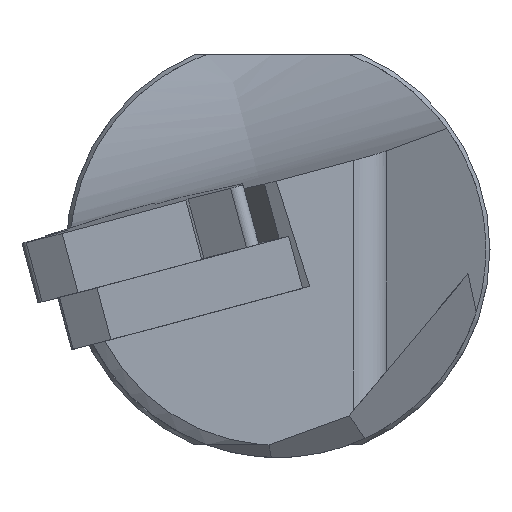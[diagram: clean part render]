
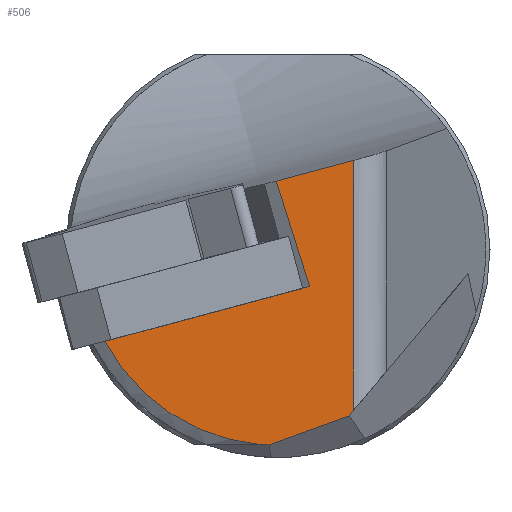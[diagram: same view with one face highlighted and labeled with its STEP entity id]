
A CAD part, left-side view. The second image highlights one B-rep face of the part: STEP entity #506.
In plain terms, the highlighted planar face has unit normal (-1, 0, 0).
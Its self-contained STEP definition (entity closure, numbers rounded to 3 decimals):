
#37=B_SPLINE_CURVE_WITH_KNOTS('',3,(#1940,#1941,#1942,#1943),
 .UNSPECIFIED.,.F.,.F.,(4,4),(0.,1.),.UNSPECIFIED.);
#506=ADVANCED_FACE('',(#600),#549,.T.);
#549=PLANE('',#1469);
#600=FACE_OUTER_BOUND('',#656,.T.);
#656=EDGE_LOOP('',(#870,#871,#872,#873,#874,#875,#876,#877,#878));
#689=CIRCLE('',#1450,11.541);
#870=ORIENTED_EDGE('',*,*,#1175,.F.);
#871=ORIENTED_EDGE('',*,*,#1176,.F.);
#872=ORIENTED_EDGE('',*,*,#1177,.F.);
#873=ORIENTED_EDGE('',*,*,#1174,.T.);
#874=ORIENTED_EDGE('',*,*,#1148,.F.);
#875=ORIENTED_EDGE('',*,*,#1178,.F.);
#876=ORIENTED_EDGE('',*,*,#1124,.F.);
#877=ORIENTED_EDGE('',*,*,#1179,.T.);
#878=ORIENTED_EDGE('',*,*,#1143,.T.);
#1016=VERTEX_POINT('',#1853);
#1017=VERTEX_POINT('',#1854);
#1035=VERTEX_POINT('',#1918);
#1036=VERTEX_POINT('',#1919);
#1039=VERTEX_POINT('',#1939);
#1040=VERTEX_POINT('',#1944);
#1054=VERTEX_POINT('',#2249);
#1055=VERTEX_POINT('',#2253);
#1056=VERTEX_POINT('',#2255);
#1124=EDGE_CURVE('',#1016,#1017,#1261,.T.);
#1143=EDGE_CURVE('',#1035,#1036,#689,.T.);
#1148=EDGE_CURVE('',#1039,#1040,#37,.T.);
#1174=EDGE_CURVE('',#1054,#1040,#1275,.T.);
#1175=EDGE_CURVE('',#1055,#1036,#1276,.T.);
#1176=EDGE_CURVE('',#1056,#1055,#1277,.T.);
#1177=EDGE_CURVE('',#1054,#1056,#1278,.T.);
#1178=EDGE_CURVE('',#1017,#1039,#1279,.T.);
#1179=EDGE_CURVE('',#1016,#1035,#1280,.T.);
#1261=LINE('',#1852,#1357);
#1275=LINE('',#2250,#1371);
#1276=LINE('',#2252,#1372);
#1277=LINE('',#2254,#1373);
#1278=LINE('',#2256,#1374);
#1279=LINE('',#2257,#1375);
#1280=LINE('',#2258,#1376);
#1357=VECTOR('',#1584,1.);
#1371=VECTOR('',#1658,1.);
#1372=VECTOR('',#1661,1.);
#1373=VECTOR('',#1662,1.);
#1374=VECTOR('',#1663,1.);
#1375=VECTOR('',#1664,1.);
#1376=VECTOR('',#1665,1.);
#1450=AXIS2_PLACEMENT_3D('',#1917,#1614,#1615);
#1469=AXIS2_PLACEMENT_3D('',#2259,#1666,#1667);
#1584=DIRECTION('',(0.,-0.966,0.259));
#1614=DIRECTION('',(-1.,0.,0.));
#1615=DIRECTION('',(0.,1.,0.));
#1658=DIRECTION('',(0.,0.,1.));
#1661=DIRECTION('',(0.,1.,0.));
#1662=DIRECTION('',(0.,0.94,-0.342));
#1663=DIRECTION('',(0.,0.643,-0.766));
#1664=DIRECTION('',(0.,0.302,0.953));
#1665=DIRECTION('',(0.,0.966,-0.259));
#1666=DIRECTION('',(-1.,0.,0.));
#1667=DIRECTION('',(0.,1.,0.));
#1852=CARTESIAN_POINT('',(0.591,-72.704,16.818));
#1853=CARTESIAN_POINT('',(0.591,-1.221,-2.335));
#1854=CARTESIAN_POINT('',(0.591,-1.871,-2.161));
#1917=CARTESIAN_POINT('',(0.591,0.,0.));
#1918=CARTESIAN_POINT('',(0.591,10.202,-5.396));
#1919=CARTESIAN_POINT('',(0.591,0.976,-11.5));
#1939=CARTESIAN_POINT('',(0.591,0.096,4.043));
#1940=CARTESIAN_POINT('',(0.591,0.096,4.043));
#1941=CARTESIAN_POINT('',(0.591,-1.424,4.451));
#1942=CARTESIAN_POINT('',(0.591,-2.945,4.858));
#1943=CARTESIAN_POINT('',(0.591,-4.465,5.266));
#1944=CARTESIAN_POINT('',(0.591,-4.465,5.266));
#2249=CARTESIAN_POINT('',(0.591,-4.465,-9.458));
#2250=CARTESIAN_POINT('',(0.591,-4.465,335.028));
#2252=CARTESIAN_POINT('',(0.591,12.56,-11.5));
#2253=CARTESIAN_POINT('',(0.591,0.525,-11.5));
#2254=CARTESIAN_POINT('',(0.591,-100.22,25.168));
#2255=CARTESIAN_POINT('',(0.591,-4.192,-9.783));
#2256=CARTESIAN_POINT('',(0.591,-167.057,184.311));
#2257=CARTESIAN_POINT('',(0.591,96.612,308.372));
#2258=CARTESIAN_POINT('',(0.591,-72.704,16.818));
#2259=CARTESIAN_POINT('',(0.591,12.56,335.028));
